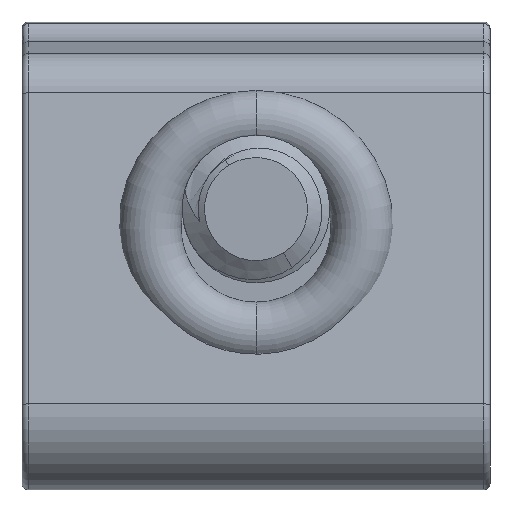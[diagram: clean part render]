
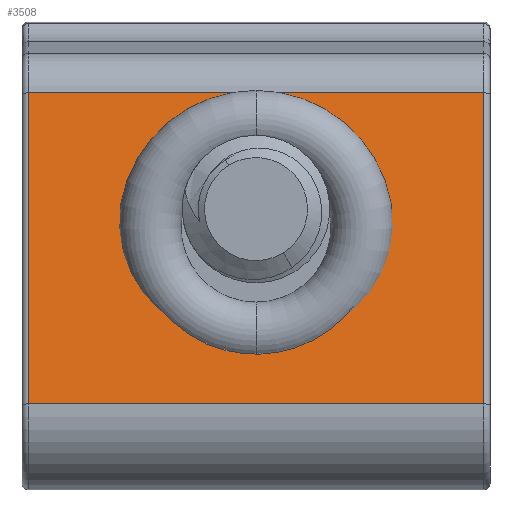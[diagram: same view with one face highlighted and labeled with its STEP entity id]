
A CAD part, front view. The second image highlights one B-rep face of the part: STEP entity #3508.
In plain terms, the highlighted planar face has unit normal (0, -0.989, 0.148).
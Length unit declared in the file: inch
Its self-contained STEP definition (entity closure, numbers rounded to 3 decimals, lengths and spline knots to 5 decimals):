
#586 = CARTESIAN_POINT ( 'NONE',  ( -0.375, -0.3542, -0.11386 ) ) ;
#956 = CARTESIAN_POINT ( 'NONE',  ( 0.365, -0.42868, -0.61226 ) ) ;
#968 = VECTOR ( 'NONE', #5780, 39.37008 ) ;
#1108 = CARTESIAN_POINT ( 'NONE',  ( 0.19521, -0.37991, -0.28593 ) ) ;
#1259 = CARTESIAN_POINT ( 'NONE',  ( 0.19521, -0.37991, -0.28593 ) ) ;
#1385 = EDGE_CURVE ( 'NONE', #5434, #5540, #3773, .T. ) ;
#1400 = CARTESIAN_POINT ( 'NONE',  ( 0.365, -0.34577, -0.05745 ) ) ;
#1517 = VERTEX_POINT ( 'NONE', #2056 ) ;
#1603 = VECTOR ( 'NONE', #6902, 39.37008 ) ;
#1752 = EDGE_CURVE ( 'NONE', #3250, #3225, #4936, .T. ) ;
#1801 = CARTESIAN_POINT ( 'NONE',  ( 0.365, -0.3542, -0.11386 ) ) ;
#1964 =( BOUNDED_CURVE ( )  B_SPLINE_CURVE ( 3, ( #1108, #4874, #2365, #6769, #2990, #7406, #3620 ),
 .UNSPECIFIED., .F., .T. ) 
 B_SPLINE_CURVE_WITH_KNOTS ( ( 4, 3, 4 ),
 ( 1.35152, 3.14159, 4.93167 ),
 .UNSPECIFIED. ) 
 CURVE ( )  GEOMETRIC_REPRESENTATION_ITEM ( )  RATIONAL_B_SPLINE_CURVE ( ( 1., 0.75, 0.75, 1., 0.75, 0.75, 1. ) ) 
 REPRESENTATION_ITEM ( '' )  );
#1990 = ORIENTED_EDGE ( 'NONE', *, *, #1752, .T. ) ;
#1994 = EDGE_CURVE ( 'NONE', #3225, #1517, #5930, .T. ) ;
#2056 = CARTESIAN_POINT ( 'NONE',  ( -0.365, -0.42868, -0.61226 ) ) ;
#2208 = PLANE ( 'NONE',  #4917 ) ;
#2212 = CARTESIAN_POINT ( 'NONE',  ( -0.19521, -0.37991, -0.28593 ) ) ;
#2269 = EDGE_CURVE ( 'NONE', #5540, #5434, #1964, .T. ) ;
#2352 = CARTESIAN_POINT ( 'NONE',  ( -0.365, -0.3542, -0.11386 ) ) ;
#2365 = CARTESIAN_POINT ( 'NONE',  ( 0.13865, -0.41678, -0.53261 ) ) ;
#2523 = CARTESIAN_POINT ( 'NONE',  ( -0.13603, -0.33971, -0.01692 ) ) ;
#2569 = ORIENTED_EDGE ( 'NONE', *, *, #1994, .T. ) ;
#2816 = EDGE_LOOP ( 'NONE', ( #8013, #4729 ) ) ;
#2990 = CARTESIAN_POINT ( 'NONE',  ( -0.13865, -0.41678, -0.53261 ) ) ;
#3225 = VERTEX_POINT ( 'NONE', #2352 ) ;
#3250 = VERTEX_POINT ( 'NONE', #1801 ) ;
#3279 = CARTESIAN_POINT ( 'NONE',  ( -0.19521, -0.37991, -0.28593 ) ) ;
#3508 = ADVANCED_FACE ( 'NONE', ( #4720, #4933 ), #2208, .T. ) ;
#3620 = CARTESIAN_POINT ( 'NONE',  ( -0.19521, -0.37991, -0.28593 ) ) ;
#3733 = EDGE_LOOP ( 'NONE', ( #6894, #5946, #1990, #2569 ) ) ;
#3773 =( BOUNDED_CURVE ( )  B_SPLINE_CURVE ( 3, ( #2212, #2523, #6283, #1259 ),
 .UNSPECIFIED., .F., .T. ) 
 B_SPLINE_CURVE_WITH_KNOTS ( ( 4, 4 ),
 ( 4.93167, 7.63471 ),
 .UNSPECIFIED. ) 
 CURVE ( )  GEOMETRIC_REPRESENTATION_ITEM ( )  RATIONAL_B_SPLINE_CURVE ( ( 1., 0.478, 0.478, 1. ) ) 
 REPRESENTATION_ITEM ( '' )  );
#4075 = DIRECTION ( 'NONE',  ( 0., -0.148, -0.989 ) ) ;
#4246 = VECTOR ( 'NONE', #5242, 39.37008 ) ;
#4303 = LINE ( 'NONE', #1400, #968 ) ;
#4720 = FACE_OUTER_BOUND ( 'NONE', #3733, .T. ) ;
#4729 = ORIENTED_EDGE ( 'NONE', *, *, #1385, .T. ) ;
#4874 = CARTESIAN_POINT ( 'NONE',  ( 0.22537, -0.4004, -0.42302 ) ) ;
#4917 = AXIS2_PLACEMENT_3D ( 'NONE', #7238, #7857, #4075 ) ;
#4933 = FACE_BOUND ( 'NONE', #2816, .T. ) ;
#4936 = LINE ( 'NONE', #586, #1603 ) ;
#5242 = DIRECTION ( 'NONE',  ( 0., -0.148, -0.989 ) ) ;
#5415 = EDGE_CURVE ( 'NONE', #5638, #3250, #4303, .T. ) ;
#5434 = VERTEX_POINT ( 'NONE', #3279 ) ;
#5540 = VERTEX_POINT ( 'NONE', #7200 ) ;
#5638 = VERTEX_POINT ( 'NONE', #956 ) ;
#5780 = DIRECTION ( 'NONE',  ( 0., 0.148, 0.989 ) ) ;
#5883 = CARTESIAN_POINT ( 'NONE',  ( -0.365, -0.42868, -0.61226 ) ) ;
#5930 = LINE ( 'NONE', #5883, #4246 ) ;
#5946 = ORIENTED_EDGE ( 'NONE', *, *, #5415, .T. ) ;
#6264 = VECTOR ( 'NONE', #7225, 39.37008 ) ;
#6283 = CARTESIAN_POINT ( 'NONE',  ( 0.13603, -0.33971, -0.01692 ) ) ;
#6472 = LINE ( 'NONE', #6593, #6264 ) ;
#6593 = CARTESIAN_POINT ( 'NONE',  ( -0.375, -0.42868, -0.61226 ) ) ;
#6769 = CARTESIAN_POINT ( 'NONE',  ( 0., -0.41678, -0.53261 ) ) ;
#6894 = ORIENTED_EDGE ( 'NONE', *, *, #7021, .T. ) ;
#6902 = DIRECTION ( 'NONE',  ( -1., 0., 0. ) ) ;
#7021 = EDGE_CURVE ( 'NONE', #1517, #5638, #6472, .T. ) ;
#7200 = CARTESIAN_POINT ( 'NONE',  ( 0.19521, -0.37991, -0.28593 ) ) ;
#7225 = DIRECTION ( 'NONE',  ( 1., 0., 0. ) ) ;
#7238 = CARTESIAN_POINT ( 'NONE',  ( -0.375, -0.34577, -0.05745 ) ) ;
#7406 = CARTESIAN_POINT ( 'NONE',  ( -0.22537, -0.4004, -0.42302 ) ) ;
#7857 = DIRECTION ( 'NONE',  ( 0., -0.989, 0.148 ) ) ;
#8013 = ORIENTED_EDGE ( 'NONE', *, *, #2269, .T. ) ;
